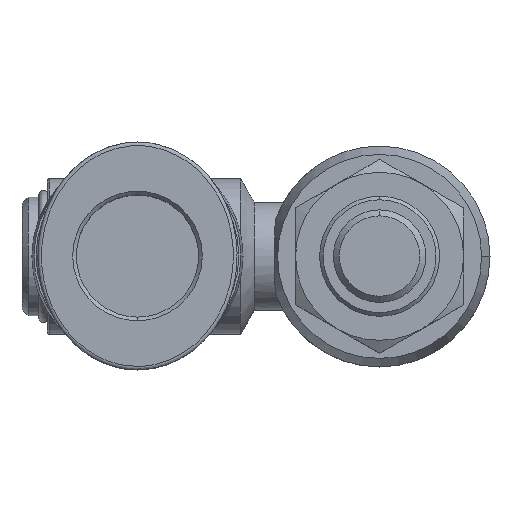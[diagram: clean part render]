
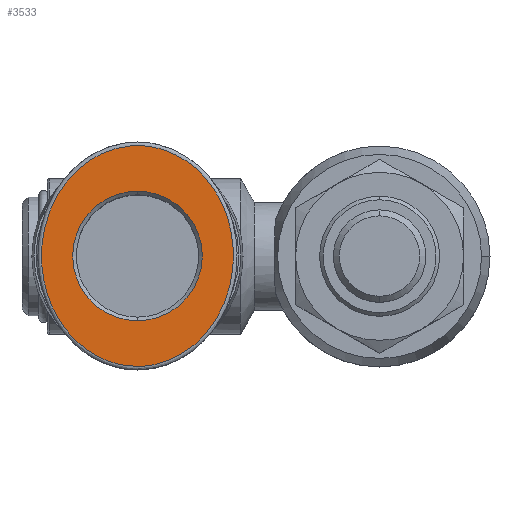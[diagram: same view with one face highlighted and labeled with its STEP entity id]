
A CAD part, top view. The second image highlights one B-rep face of the part: STEP entity #3533.
In plain terms, the highlighted face is planar.
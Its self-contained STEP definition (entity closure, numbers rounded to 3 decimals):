
#373=CARTESIAN_POINT('',(13.031,8.812,0.0));
#374=VERTEX_POINT('',#373);
#381=CARTESIAN_POINT('',(13.031,19.612,0.));
#382=VERTEX_POINT('',#381);
#383=CARTESIAN_POINT('',(13.031,14.212,0.0));
#384=DIRECTION('',(-1.0,0.0,0.0));
#385=DIRECTION('',(0.0,-1.0,0.0));
#386=AXIS2_PLACEMENT_3D('',#383,#384,#385);
#387=CIRCLE('',#386,5.4);
#388=EDGE_CURVE('',#374,#382,#387,.T.);
#3457=CARTESIAN_POINT('',(13.031,5.012,0.0));
#3458=VERTEX_POINT('',#3457);
#3466=CARTESIAN_POINT('',(13.031,5.012,0.0));
#3467=CARTESIAN_POINT('',(13.031,5.012,-0.695));
#3468=CARTESIAN_POINT('',(13.031,5.119,-1.4));
#3469=CARTESIAN_POINT('',(13.031,5.655,-3.139));
#3470=CARTESIAN_POINT('',(13.031,6.239,-4.127));
#3471=CARTESIAN_POINT('',(13.031,7.981,-6.048));
#3472=CARTESIAN_POINT('',(13.031,9.268,-6.873));
#3473=CARTESIAN_POINT('',(13.031,12.274,-7.966));
#3474=CARTESIAN_POINT('',(13.031,14.029,-8.138));
#3475=CARTESIAN_POINT('',(13.031,17.745,-7.597));
#3476=CARTESIAN_POINT('',(13.031,19.675,-6.71));
#3477=CARTESIAN_POINT('',(13.031,22.606,-3.816));
#3478=CARTESIAN_POINT('',(13.031,23.513,-1.727));
#3479=CARTESIAN_POINT('',(13.031,23.301,2.291));
#3480=CARTESIAN_POINT('',(13.031,22.362,4.123));
#3481=CARTESIAN_POINT('',(13.031,19.547,6.762));
#3482=CARTESIAN_POINT('',(13.031,17.696,7.593));
#3483=CARTESIAN_POINT('',(13.031,13.456,8.235));
#3484=CARTESIAN_POINT('',(13.031,10.977,7.791));
#3485=CARTESIAN_POINT('',(13.031,7.806,5.867));
#3486=CARTESIAN_POINT('',(13.031,6.809,4.919));
#3487=CARTESIAN_POINT('',(13.031,5.408,2.654));
#3488=CARTESIAN_POINT('',(13.031,5.012,1.328));
#3489=CARTESIAN_POINT('',(13.031,5.012,0.));
#3490=B_SPLINE_CURVE_WITH_KNOTS('',3,(#3466,#3467,#3468,#3469,#3470,#3471,#3472,#3473,#3474,#3475,#3476,#3477,#3478,#3479,#3480,#3481,#3482,#3483,#3484,#3485,#3486,#3487,#3488,#3489),.UNSPECIFIED.,.T.,.U.,(4,2,2,2,2,2,2,2,2,2,2,4),(0.0,0.244,0.634,1.15,1.748,2.454,3.184,3.854,4.527,5.352,5.818,6.283),.UNSPECIFIED.);
#3491=EDGE_CURVE('',#3458,#3458,#3490,.T.);
#3515=CARTESIAN_POINT('',(13.031,14.212,0.0));
#3516=DIRECTION('',(-1.0,0.0,0.0));
#3517=DIRECTION('',(0.0,0.0,1.0));
#3518=AXIS2_PLACEMENT_3D('',#3515,#3516,#3517);
#3519=PLANE('',#3518);
#3520=ORIENTED_EDGE('',*,*,#3491,.F.);
#3521=EDGE_LOOP('',(#3520));
#3522=FACE_OUTER_BOUND('',#3521,.T.);
#3523=CARTESIAN_POINT('',(13.031,14.212,0.0));
#3524=DIRECTION('',(-1.0,0.0,0.0));
#3525=DIRECTION('',(0.0,-1.0,0.0));
#3526=AXIS2_PLACEMENT_3D('',#3523,#3524,#3525);
#3527=CIRCLE('',#3526,5.4);
#3528=EDGE_CURVE('',#382,#374,#3527,.T.);
#3529=ORIENTED_EDGE('',*,*,#3528,.F.);
#3530=ORIENTED_EDGE('',*,*,#388,.F.);
#3531=EDGE_LOOP('',(#3529,#3530));
#3532=FACE_BOUND('',#3531,.T.);
#3533=ADVANCED_FACE('',(#3522,#3532),#3519,.T.);
